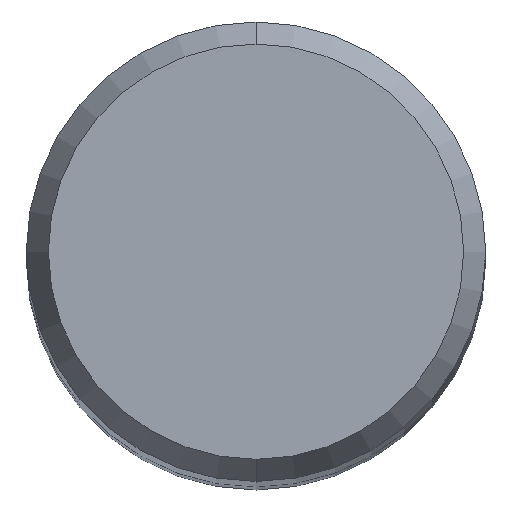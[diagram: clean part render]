
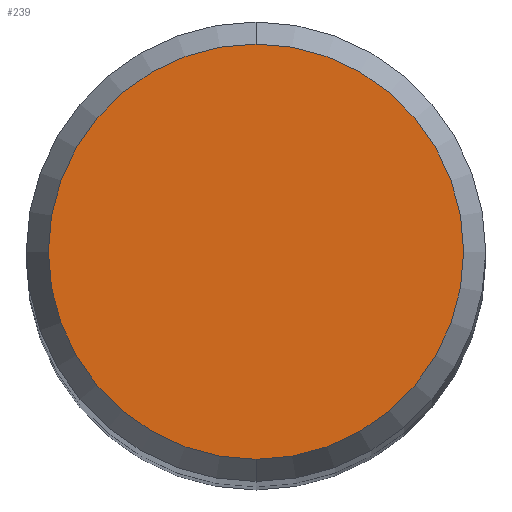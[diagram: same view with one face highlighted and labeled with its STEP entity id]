
A CAD part, top view. The second image highlights one B-rep face of the part: STEP entity #239.
In plain terms, the highlighted planar face has unit normal (0, 0, 1).
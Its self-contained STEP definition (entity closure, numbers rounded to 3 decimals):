
#197=EDGE_CURVE('',#365,#287,#455,.T.);
#239=ADVANCED_FACE('',(#500),#501,.T.);
#287=VERTEX_POINT('',#555);
#339=EDGE_CURVE('',#287,#365,#610,.T.);
#365=VERTEX_POINT('',#637);
#455=CIRCLE('',#758,4.304);
#500=FACE_OUTER_BOUND('',#857,.T.);
#501=PLANE('',#858);
#555=CARTESIAN_POINT('',(0.,-4.304,0.));
#610=CIRCLE('',#1161,4.304);
#637=CARTESIAN_POINT('',(0.0,4.304,0.));
#758=AXIS2_PLACEMENT_3D('',#1321,#1322,#1323);
#857=EDGE_LOOP('',(#1362,#1363));
#858=AXIS2_PLACEMENT_3D('',#1364,#1365,#1366);
#1161=AXIS2_PLACEMENT_3D('',#1478,#1479,#1480);
#1321=CARTESIAN_POINT('',(0.0,0.0,0.));
#1322=DIRECTION('',(0.0,0.0,-1.0));
#1323=DIRECTION('',(0.0,1.0,0.0));
#1362=ORIENTED_EDGE('',*,*,#197,.F.);
#1363=ORIENTED_EDGE('',*,*,#339,.F.);
#1364=CARTESIAN_POINT('',(0.0,2.152,0.));
#1365=DIRECTION('',(-0.0,0.0,1.0));
#1366=DIRECTION('',(0.0,-1.0,0.0));
#1478=CARTESIAN_POINT('',(0.0,0.0,0.));
#1479=DIRECTION('',(0.0,0.0,-1.0));
#1480=DIRECTION('',(0.0,1.0,0.0));
